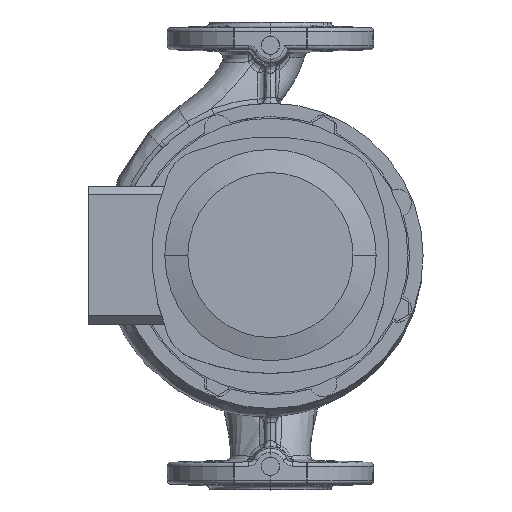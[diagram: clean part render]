
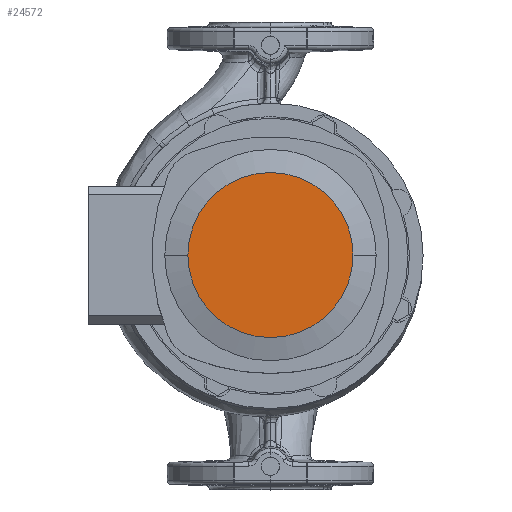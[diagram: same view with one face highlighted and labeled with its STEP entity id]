
A CAD part, top view. The second image highlights one B-rep face of the part: STEP entity #24572.
In plain terms, the highlighted planar face has unit normal (0, 0, 1).
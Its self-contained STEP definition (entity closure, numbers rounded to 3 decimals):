
#4488 = FACE_OUTER_BOUND ( 'NONE', #55852, .T. ) ;
#4939 = DIRECTION ( 'NONE',  ( 1., 0., 0. ) ) ;
#4941 = DIRECTION ( 'NONE',  ( 0., 0., 1. ) ) ;
#4945 = CARTESIAN_POINT ( 'NONE',  ( 0., 0., 366. ) ) ;
#8262 = CARTESIAN_POINT ( 'NONE',  ( 0., 0., 366. ) ) ;
#8265 = DIRECTION ( 'NONE',  ( 0., 0., 1. ) ) ;
#8268 = DIRECTION ( 'NONE',  ( 1., 0., 0. ) ) ;
#8354 = AXIS2_PLACEMENT_3D ( 'NONE', #8262, #8265, #8268 ) ;
#8358 = CIRCLE ( 'NONE', #8354, 60. ) ;
#24542 = EDGE_CURVE ( 'NONE', #27937, #27882, #59567, .T. ) ;
#24572 = ADVANCED_FACE ( 'NONE', ( #4488 ), #51411, .F. ) ;
#27882 = VERTEX_POINT ( 'NONE', #37993 ) ;
#27937 = VERTEX_POINT ( 'NONE', #38041 ) ;
#37993 = CARTESIAN_POINT ( 'NONE',  ( 60., 0., 366. ) ) ;
#38041 = CARTESIAN_POINT ( 'NONE',  ( -60., 0., 366. ) ) ;
#51411 = PLANE ( 'NONE',  #59841 ) ;
#51414 = CARTESIAN_POINT ( 'NONE',  ( -60., 0., 366. ) ) ;
#51415 = DIRECTION ( 'NONE',  ( 0., 0., -1. ) ) ;
#51416 = DIRECTION ( 'NONE',  ( -1., 0., 0. ) ) ;
#53886 = ORIENTED_EDGE ( 'NONE', *, *, #62420, .T. ) ;
#53888 = ORIENTED_EDGE ( 'NONE', *, *, #24542, .T. ) ;
#55852 = EDGE_LOOP ( 'NONE', ( #53888, #53886 ) ) ;
#59567 = CIRCLE ( 'NONE', #59639, 60. ) ;
#59639 = AXIS2_PLACEMENT_3D ( 'NONE', #4945, #4941, #4939 ) ;
#59841 = AXIS2_PLACEMENT_3D ( 'NONE', #51414, #51415, #51416 ) ;
#62420 = EDGE_CURVE ( 'NONE', #27882, #27937, #8358, .T. ) ;
